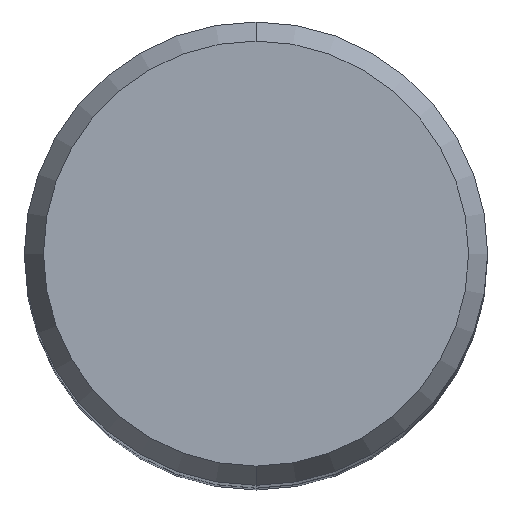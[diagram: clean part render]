
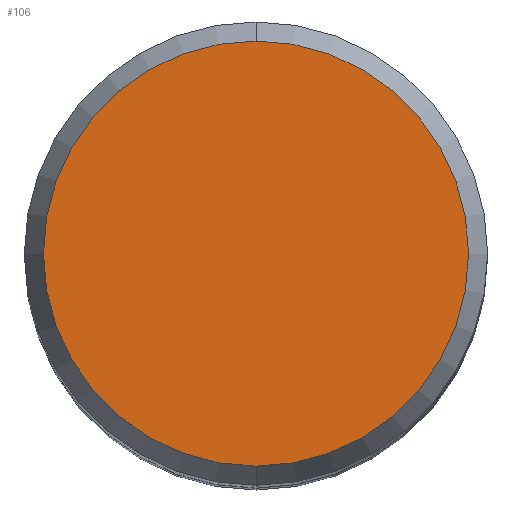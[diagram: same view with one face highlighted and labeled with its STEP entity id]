
A CAD part, top view. The second image highlights one B-rep face of the part: STEP entity #106.
In plain terms, the highlighted planar face has unit normal (0, 0, 1).
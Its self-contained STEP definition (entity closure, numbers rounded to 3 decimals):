
#106=ADVANCED_FACE('',(#259),#260,.T.);
#108=VERTEX_POINT('',#262);
#150=EDGE_CURVE('',#108,#166,#311,.T.);
#166=VERTEX_POINT('',#330);
#196=EDGE_CURVE('',#166,#108,#363,.T.);
#259=FACE_OUTER_BOUND('',#426,.T.);
#260=PLANE('',#427);
#262=CARTESIAN_POINT('',(0.0,5.104,0.01));
#311=CIRCLE('',#483,5.104);
#330=CARTESIAN_POINT('',(0.,-5.104,0.01));
#363=CIRCLE('',#554,5.104);
#426=EDGE_LOOP('',(#614,#615));
#427=AXIS2_PLACEMENT_3D('',#616,#617,#618);
#483=AXIS2_PLACEMENT_3D('',#683,#684,#685);
#554=AXIS2_PLACEMENT_3D('',#756,#757,#758);
#614=ORIENTED_EDGE('',*,*,#150,.F.);
#615=ORIENTED_EDGE('',*,*,#196,.F.);
#616=CARTESIAN_POINT('',(0.0,2.552,0.01));
#617=DIRECTION('',(-0.0,0.0,1.0));
#618=DIRECTION('',(0.0,-1.0,0.0));
#683=CARTESIAN_POINT('',(0.0,0.0,0.01));
#684=DIRECTION('',(0.0,0.0,-1.0));
#685=DIRECTION('',(0.0,1.0,0.0));
#756=CARTESIAN_POINT('',(0.0,0.0,0.01));
#757=DIRECTION('',(0.0,0.0,-1.0));
#758=DIRECTION('',(0.0,1.0,0.0));
